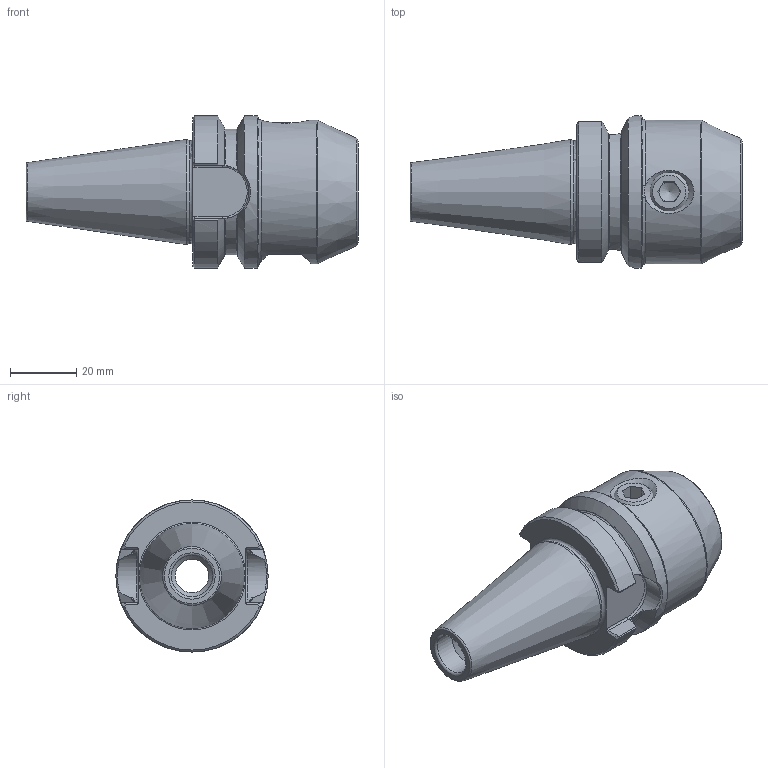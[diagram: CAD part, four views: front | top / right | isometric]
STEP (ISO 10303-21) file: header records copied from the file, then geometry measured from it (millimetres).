
FILE_DESCRIPTION( ( 'Unknown' ), '1' );
FILE_NAME( '213031420-C.stp', 'Unknown', ( 'Unknown' ), ( 'Unknown' ), 'PSStep 15.0.49', 'Unknown', ' ' );
FILE_SCHEMA( ( 'AUTOMOTIVE_DESIGN { 1 0 10303 214 1 1 1 1 }' ) );
Length unit declared in the file: millimetre
Products named in the file (2): 1; 2
Bounding box: 100.4 x 46 x 46 mm (x, y, z)
Volume: 80640.8 mm3; surface area: 18257.9 mm2
Topology: 2 solids, 2 shells, 111 faces, 286 edges, 177 vertices
Faces by surface type: plane 49, cylinder 23, cone 17, torus 14, bspline 8
Full cylindrical faces by diameter (mm): 10.106 x3, 12 x1, 12.5 x1, 14 x1, 14.5 x1, 43.5 x1, 46 x1
Entity records: 5035 total; most frequent: CARTESIAN_POINT 1678, ORIENTED_EDGE 500, DIRECTION 484, EDGE_CURVE 250, AXIS2_PLACEMENT_3D 200, VERTEX_POINT 169, EDGE_LOOP 140, FACE_OUTER_BOUND 126
